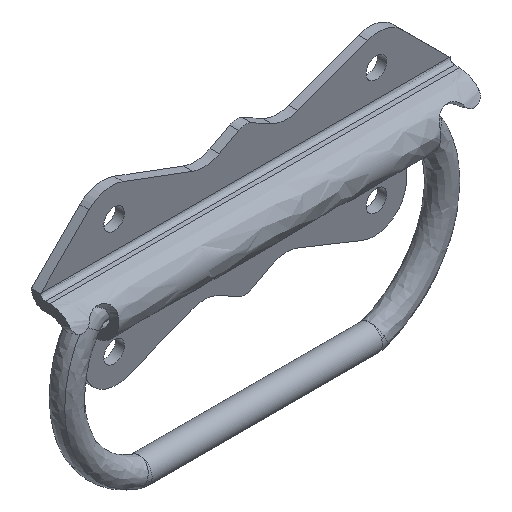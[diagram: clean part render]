
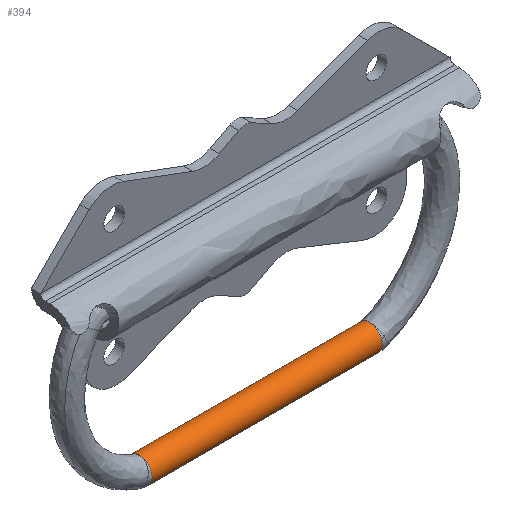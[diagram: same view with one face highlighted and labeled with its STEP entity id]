
A CAD part, isometric view. The second image highlights one B-rep face of the part: STEP entity #394.
In plain terms, the highlighted free-form (B-spline) face has degree [2, 1] with [7, 2] control points.
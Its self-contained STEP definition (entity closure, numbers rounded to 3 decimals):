
#251=CARTESIAN_POINT('',(26.273,-2.228,-37.111));
#252=CARTESIAN_POINT('',(26.273,-3.663,-35.127));
#253=CARTESIAN_POINT('',(26.273,-1.858,-33.472));
#254=CARTESIAN_POINT('',(26.273,0.17,-31.615));
#255=CARTESIAN_POINT('',(26.273,2.028,-33.642));
#256=CARTESIAN_POINT('',(26.273,3.885,-35.67));
#257=CARTESIAN_POINT('',(26.273,1.858,-37.528));
#258=CARTESIAN_POINT('',(-26.304,-2.228,-37.111));
#259=CARTESIAN_POINT('',(-26.304,-3.663,-35.127));
#260=CARTESIAN_POINT('',(-26.304,-1.858,-33.472));
#261=CARTESIAN_POINT('',(-26.304,0.17,-31.615));
#262=CARTESIAN_POINT('',(-26.304,2.028,-33.642));
#263=CARTESIAN_POINT('',(-26.304,3.885,-35.67));
#264=CARTESIAN_POINT('',(-26.304,1.858,-37.528));
#272=(BOUNDED_SURFACE()B_SPLINE_SURFACE(2,1,((#251,#258),(#252,#259),(#253,#260),(#254,#261),(#255,#262),(#256,#263),(#257,#264)),.UNSPECIFIED.,.F.,.F.,.U.)B_SPLINE_SURFACE_WITH_KNOTS((3,2,2,3),(2,2),(0.0,4.192,8.748,13.305),(0.0,52.576),.UNSPECIFIED.)GEOMETRIC_REPRESENTATION_ITEM()RATIONAL_B_SPLINE_SURFACE(((0.957,0.957),(0.731,0.731),(1.0,1.0),(0.707,0.707),(1.0,1.0),(0.707,0.707),(1.0,1.0)))REPRESENTATION_ITEM('')SURFACE());
#273=CARTESIAN_POINT('',(-25.021,-2.682,-36.11));
#274=VERTEX_POINT('',#273);
#275=CARTESIAN_POINT('',(-25.021,-2.228,-37.111));
#276=VERTEX_POINT('',#275);
#277=CARTESIAN_POINT('',(-25.021,-2.682,-36.11));
#278=CARTESIAN_POINT('',(-25.021,-2.6,-36.47));
#279=CARTESIAN_POINT('',(-25.021,-2.445,-36.813));
#280=CARTESIAN_POINT('',(-25.021,-2.228,-37.111));
#281=B_SPLINE_CURVE_WITH_KNOTS('',3,(#277,#278,#279,#280),.UNSPECIFIED.,.F.,.U.,(4,4),(0.,1.107),.UNSPECIFIED.);
#282=EDGE_CURVE('',#274,#276,#281,.T.);
#283=ORIENTED_EDGE('',*,*,#282,.T.);
#284=CARTESIAN_POINT('',(25.021,-2.228,-37.111));
#285=VERTEX_POINT('',#284);
#286=CARTESIAN_POINT('',(25.021,-2.228,-37.111));
#287=CARTESIAN_POINT('',(-25.021,-2.228,-37.111));
#288=QUASI_UNIFORM_CURVE('',1,(#286,#287),.UNSPECIFIED.,.F.,.U.);
#289=EDGE_CURVE('',#285,#276,#288,.T.);
#290=ORIENTED_EDGE('',*,*,#289,.F.);
#291=CARTESIAN_POINT('',(25.021,-2.611,-34.636));
#292=VERTEX_POINT('',#291);
#293=CARTESIAN_POINT('',(25.021,-2.611,-34.636));
#294=CARTESIAN_POINT('',(25.021,-2.692,-34.88));
#295=CARTESIAN_POINT('',(25.021,-2.792,-35.432));
#296=CARTESIAN_POINT('',(25.021,-2.683,-36.304));
#297=CARTESIAN_POINT('',(25.021,-2.411,-36.859));
#298=CARTESIAN_POINT('',(25.021,-2.228,-37.111));
#299=B_SPLINE_CURVE_WITH_KNOTS('',3,(#293,#294,#295,#296,#297,#298),.UNSPECIFIED.,.F.,.U.,(4,1,1,4),(0.,0.772,1.666,2.601),.UNSPECIFIED.);
#300=EDGE_CURVE('',#292,#285,#299,.T.);
#301=ORIENTED_EDGE('',*,*,#300,.F.);
#302=CARTESIAN_POINT('',(25.021,0.,-32.75));
#303=VERTEX_POINT('',#302);
#304=CARTESIAN_POINT('',(25.021,0.,-32.75));
#305=CARTESIAN_POINT('',(25.021,-0.287,-32.75));
#306=CARTESIAN_POINT('',(25.021,-0.878,-32.843));
#307=CARTESIAN_POINT('',(25.021,-1.652,-33.245));
#308=CARTESIAN_POINT('',(25.021,-2.263,-33.864));
#309=CARTESIAN_POINT('',(25.021,-2.521,-34.363));
#310=CARTESIAN_POINT('',(25.021,-2.611,-34.636));
#311=B_SPLINE_CURVE_WITH_KNOTS('',3,(#304,#305,#306,#307,#308,#309,#310),.UNSPECIFIED.,.F.,.U.,(4,1,1,1,4),(0.,0.86,1.774,2.58,3.44),.UNSPECIFIED.);
#312=EDGE_CURVE('',#303,#292,#311,.T.);
#313=ORIENTED_EDGE('',*,*,#312,.F.);
#314=CARTESIAN_POINT('',(25.021,1.012,-32.943));
#315=VERTEX_POINT('',#314);
#316=CARTESIAN_POINT('',(25.021,1.012,-32.943));
#317=CARTESIAN_POINT('',(25.021,0.691,-32.816));
#318=CARTESIAN_POINT('',(25.021,0.346,-32.75));
#319=CARTESIAN_POINT('',(25.021,0.,-32.75));
#320=B_SPLINE_CURVE_WITH_KNOTS('',3,(#316,#317,#318,#319),.UNSPECIFIED.,.F.,.U.,(4,4),(0.,1.037),.UNSPECIFIED.);
#321=EDGE_CURVE('',#315,#303,#320,.T.);
#322=ORIENTED_EDGE('',*,*,#321,.F.);
#323=CARTESIAN_POINT('',(25.021,1.858,-37.528));
#324=VERTEX_POINT('',#323);
#325=CARTESIAN_POINT('',(25.021,1.858,-37.528));
#326=CARTESIAN_POINT('',(25.021,2.007,-37.391));
#327=CARTESIAN_POINT('',(25.021,2.305,-37.05));
#328=CARTESIAN_POINT('',(25.021,2.618,-36.439));
#329=CARTESIAN_POINT('',(25.021,2.775,-35.711));
#330=CARTESIAN_POINT('',(25.021,2.737,-35.024));
#331=CARTESIAN_POINT('',(25.021,2.53,-34.357));
#332=CARTESIAN_POINT('',(25.021,2.2,-33.804));
#333=CARTESIAN_POINT('',(25.021,1.686,-33.288));
#334=CARTESIAN_POINT('',(25.021,1.268,-33.044));
#335=CARTESIAN_POINT('',(25.021,1.012,-32.943));
#336=B_SPLINE_CURVE_WITH_KNOTS('',3,(#325,#326,#327,#328,#329,#330,#331,#332,#333,#334,#335),.UNSPECIFIED.,.F.,.U.,(4,1,1,1,1,1,1,1,4),(0.,0.608,1.347,2.043,2.825,3.39,4.129,4.737,5.563),.UNSPECIFIED.);
#337=EDGE_CURVE('',#324,#315,#336,.T.);
#338=ORIENTED_EDGE('',*,*,#337,.F.);
#339=CARTESIAN_POINT('',(-25.021,1.858,-37.528));
#340=VERTEX_POINT('',#339);
#341=CARTESIAN_POINT('',(25.021,1.858,-37.528));
#342=CARTESIAN_POINT('',(-25.021,1.858,-37.528));
#343=QUASI_UNIFORM_CURVE('',1,(#341,#342),.UNSPECIFIED.,.F.,.U.);
#344=EDGE_CURVE('',#324,#340,#343,.T.);
#345=ORIENTED_EDGE('',*,*,#344,.T.);
#346=CARTESIAN_POINT('',(-25.021,2.75,-35.5));
#347=VERTEX_POINT('',#346);
#348=CARTESIAN_POINT('',(-25.021,1.858,-37.528));
#349=CARTESIAN_POINT('',(-25.021,2.103,-37.303));
#350=CARTESIAN_POINT('',(-25.021,2.438,-36.86));
#351=CARTESIAN_POINT('',(-25.021,2.7,-36.141));
#352=CARTESIAN_POINT('',(-25.021,2.75,-35.714));
#353=CARTESIAN_POINT('',(-25.021,2.75,-35.5));
#354=B_SPLINE_CURVE_WITH_KNOTS('',3,(#348,#349,#350,#351,#352,#353),.UNSPECIFIED.,.F.,.U.,(4,1,1,4),(0.,0.997,1.639,2.28),.UNSPECIFIED.);
#355=EDGE_CURVE('',#340,#347,#354,.T.);
#356=ORIENTED_EDGE('',*,*,#355,.T.);
#357=CARTESIAN_POINT('',(-25.021,0.0,-32.75));
#358=VERTEX_POINT('',#357);
#359=CARTESIAN_POINT('',(-25.021,2.75,-35.5));
#360=CARTESIAN_POINT('',(-25.021,2.75,-35.253));
#361=CARTESIAN_POINT('',(-25.021,2.698,-34.87));
#362=CARTESIAN_POINT('',(-25.021,2.508,-34.339));
#363=CARTESIAN_POINT('',(-25.021,2.263,-33.906));
#364=CARTESIAN_POINT('',(-25.021,1.908,-33.495));
#365=CARTESIAN_POINT('',(-25.021,1.481,-33.162));
#366=CARTESIAN_POINT('',(-25.021,0.855,-32.847));
#367=CARTESIAN_POINT('',(-25.021,0.338,-32.75));
#368=CARTESIAN_POINT('',(-25.021,0.0,-32.75));
#369=B_SPLINE_CURVE_WITH_KNOTS('',3,(#359,#360,#361,#362,#363,#364,#365,#366,#367,#368),.UNSPECIFIED.,.F.,.U.,(4,1,1,1,1,1,1,4),(0.,0.742,1.147,1.687,2.227,2.767,3.307,4.32),.UNSPECIFIED.);
#370=EDGE_CURVE('',#347,#358,#369,.T.);
#371=ORIENTED_EDGE('',*,*,#370,.T.);
#372=CARTESIAN_POINT('',(-25.021,-0.915,-32.907));
#373=VERTEX_POINT('',#372);
#374=CARTESIAN_POINT('',(-25.021,0.0,-32.75));
#375=CARTESIAN_POINT('',(-25.021,-0.311,-32.75));
#376=CARTESIAN_POINT('',(-25.021,-0.622,-32.803));
#377=CARTESIAN_POINT('',(-25.021,-0.915,-32.907));
#378=B_SPLINE_CURVE_WITH_KNOTS('',3,(#374,#375,#376,#377),.UNSPECIFIED.,.F.,.U.,(4,4),(0.,0.933),.UNSPECIFIED.);
#379=EDGE_CURVE('',#358,#373,#378,.T.);
#380=ORIENTED_EDGE('',*,*,#379,.T.);
#381=CARTESIAN_POINT('',(-25.021,-0.915,-32.907));
#382=CARTESIAN_POINT('',(-25.021,-1.25,-33.024));
#383=CARTESIAN_POINT('',(-25.021,-1.78,-33.338));
#384=CARTESIAN_POINT('',(-25.021,-2.313,-33.96));
#385=CARTESIAN_POINT('',(-25.021,-2.592,-34.525));
#386=CARTESIAN_POINT('',(-25.021,-2.776,-35.234));
#387=CARTESIAN_POINT('',(-25.021,-2.76,-35.764));
#388=CARTESIAN_POINT('',(-25.021,-2.682,-36.11));
#389=B_SPLINE_CURVE_WITH_KNOTS('',3,(#381,#382,#383,#384,#385,#386,#387,#388),.UNSPECIFIED.,.F.,.U.,(4,1,1,1,1,4),(0.,1.063,1.813,2.438,2.939,4.002),.UNSPECIFIED.);
#390=EDGE_CURVE('',#373,#274,#389,.T.);
#391=ORIENTED_EDGE('',*,*,#390,.T.);
#392=EDGE_LOOP('',(#283,#290,#301,#313,#322,#338,#345,#356,#371,#380,#391));
#393=FACE_OUTER_BOUND('',#392,.T.);
#394=ADVANCED_FACE('',(#393),#272,.T.);
